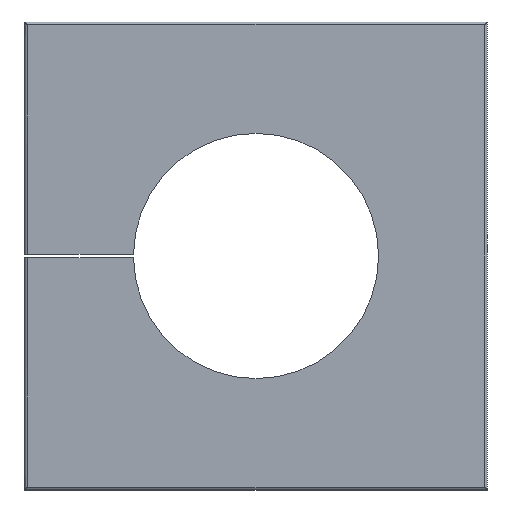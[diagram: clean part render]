
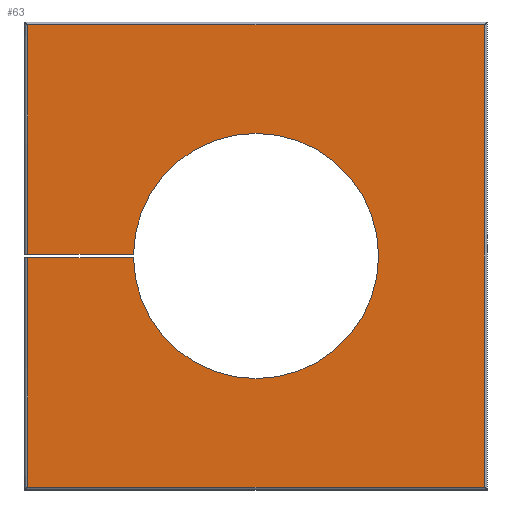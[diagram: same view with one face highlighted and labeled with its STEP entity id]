
A CAD part, front view. The second image highlights one B-rep face of the part: STEP entity #63.
In plain terms, the highlighted planar face has unit normal (0, -1, 0).
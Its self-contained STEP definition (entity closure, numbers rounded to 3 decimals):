
#63=ADVANCED_FACE('NONE',(#168),#169,.T.);
#168=FACE_OUTER_BOUND('',#345,.T.);
#169=PLANE('',#346);
#345=EDGE_LOOP('',(#1043,#1044,#1045,#1046,#1047,#1048,#1049,#1050,#1051,#1052));
#346=AXIS2_PLACEMENT_3D('',#1053,#1054,#1055);
#1043=ORIENTED_EDGE('',*,*,#1678,.F.);
#1044=ORIENTED_EDGE('',*,*,#1679,.T.);
#1045=ORIENTED_EDGE('',*,*,#1680,.T.);
#1046=ORIENTED_EDGE('',*,*,#1681,.T.);
#1047=ORIENTED_EDGE('',*,*,#1682,.T.);
#1048=ORIENTED_EDGE('',*,*,#1683,.T.);
#1049=ORIENTED_EDGE('',*,*,#1684,.T.);
#1050=ORIENTED_EDGE('',*,*,#1685,.T.);
#1051=ORIENTED_EDGE('',*,*,#1609,.T.);
#1052=ORIENTED_EDGE('',*,*,#1605,.T.);
#1053=CARTESIAN_POINT('',(-20.75,0.0,-21.0));
#1054=DIRECTION('',(0.0,-1.0,0.0));
#1055=DIRECTION('',(0.0,0.0,-1.0));
#1605=EDGE_CURVE('NONE',#1847,#1848,#1849,.T.);
#1609=EDGE_CURVE('NONE',#1855,#1847,#1856,.T.);
#1678=EDGE_CURVE('NONE',#1982,#1848,#1983,.T.);
#1679=EDGE_CURVE('NONE',#1982,#1984,#1985,.T.);
#1680=EDGE_CURVE('NONE',#1984,#1986,#1987,.T.);
#1681=EDGE_CURVE('NONE',#1986,#1988,#1989,.T.);
#1682=EDGE_CURVE('NONE',#1988,#1990,#1991,.T.);
#1683=EDGE_CURVE('NONE',#1990,#1992,#1993,.T.);
#1684=EDGE_CURVE('NONE',#1992,#1994,#1995,.T.);
#1685=EDGE_CURVE('NONE',#1994,#1855,#1996,.T.);
#1847=VERTEX_POINT('NONE',#2243);
#1848=VERTEX_POINT('NONE',#2244);
#1849=CIRCLE('',#2245,11.0);
#1855=VERTEX_POINT('NONE',#2253);
#1856=CIRCLE('',#2254,11.0);
#1982=VERTEX_POINT('NONE',#2447);
#1983=LINE('',#2448,#2449);
#1984=VERTEX_POINT('NONE',#2450);
#1985=LINE('',#2451,#2452);
#1986=VERTEX_POINT('NONE',#2453);
#1987=LINE('',#2454,#2455);
#1988=VERTEX_POINT('NONE',#2456);
#1989=LINE('',#2457,#2458);
#1990=VERTEX_POINT('NONE',#2459);
#1991=LINE('',#2460,#2461);
#1992=VERTEX_POINT('NONE',#2462);
#1993=LINE('',#2463,#2464);
#1994=VERTEX_POINT('NONE',#2465);
#1995=LINE('',#2466,#2467);
#1996=CIRCLE('',#2468,11.0);
#2243=CARTESIAN_POINT('',(0.,0.0,-11.0));
#2244=CARTESIAN_POINT('',(-10.999,0.0,-0.15));
#2245=AXIS2_PLACEMENT_3D('',#3307,#3308,#3309);
#2253=CARTESIAN_POINT('',(0.0,0.0,11.0));
#2254=AXIS2_PLACEMENT_3D('',#3315,#3316,#3317);
#2447=CARTESIAN_POINT('',(-20.5,0.0,-0.15));
#2448=CARTESIAN_POINT('',(-20.75,0.0,-0.15));
#2449=VECTOR('',#3388,1000.0);
#2450=CARTESIAN_POINT('',(-20.5,0.0,-20.75));
#2451=CARTESIAN_POINT('',(-20.5,0.0,-21.0));
#2452=VECTOR('',#3389,1000.0);
#2453=CARTESIAN_POINT('',(20.5,0.0,-20.75));
#2454=CARTESIAN_POINT('',(20.75,0.0,-20.75));
#2455=VECTOR('',#3390,1000.0);
#2456=CARTESIAN_POINT('',(20.5,0.0,20.75));
#2457=CARTESIAN_POINT('',(20.5,0.0,21.0));
#2458=VECTOR('',#3391,1000.0);
#2459=CARTESIAN_POINT('',(-20.5,0.0,20.75));
#2460=CARTESIAN_POINT('',(-20.75,0.0,20.75));
#2461=VECTOR('',#3392,1000.0);
#2462=CARTESIAN_POINT('',(-20.5,0.0,0.15));
#2463=CARTESIAN_POINT('',(-20.5,0.0,0.15));
#2464=VECTOR('',#3393,1000.0);
#2465=CARTESIAN_POINT('',(-10.999,0.0,0.15));
#2466=CARTESIAN_POINT('',(-20.75,0.0,0.15));
#2467=VECTOR('',#3394,1000.0);
#2468=AXIS2_PLACEMENT_3D('',#3395,#3396,#3397);
#3307=CARTESIAN_POINT('',(0.0,0.0,0.0));
#3308=DIRECTION('',(0.0,1.0,0.0));
#3309=DIRECTION('',(0.0,0.0,-1.0));
#3315=CARTESIAN_POINT('',(0.0,0.0,0.0));
#3316=DIRECTION('',(0.0,1.0,0.0));
#3317=DIRECTION('',(0.0,0.0,-1.0));
#3388=DIRECTION('',(1.0,0.0,0.0));
#3389=DIRECTION('',(-0.0,-0.0,-1.0));
#3390=DIRECTION('',(1.0,-0.0,-0.0));
#3391=DIRECTION('',(0.,-0.0,1.0));
#3392=DIRECTION('',(-1.0,-0.0,0.0));
#3393=DIRECTION('',(-0.0,-0.0,-1.0));
#3394=DIRECTION('',(1.0,0.0,0.0));
#3395=CARTESIAN_POINT('',(0.0,0.0,0.0));
#3396=DIRECTION('',(0.0,1.0,0.0));
#3397=DIRECTION('',(0.0,0.0,-1.0));
